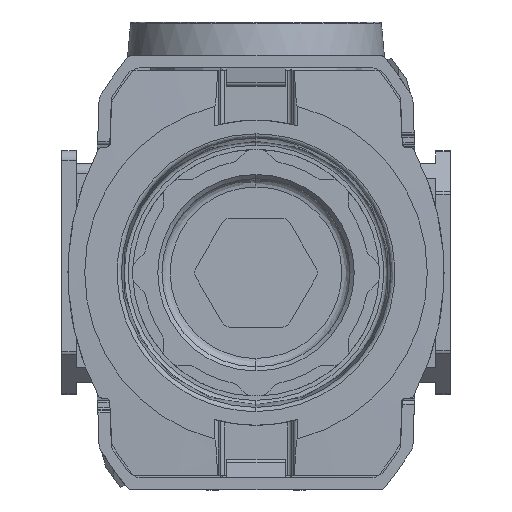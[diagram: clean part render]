
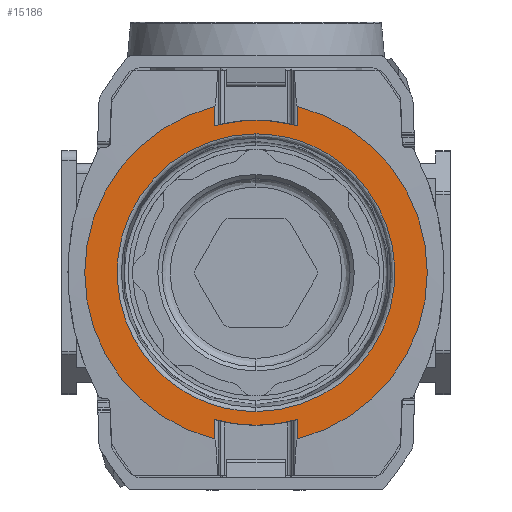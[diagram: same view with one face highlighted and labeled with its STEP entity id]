
A CAD part, front view. The second image highlights one B-rep face of the part: STEP entity #15186.
In plain terms, the highlighted planar face has unit normal (0, -1, 0).
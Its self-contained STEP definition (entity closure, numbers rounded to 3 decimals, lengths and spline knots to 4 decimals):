
#143 = EDGE_CURVE ( 'NONE', #67898, #50315, #53388, .T. ) ;
#511 = DIRECTION ( 'NONE',  ( 0., 1., 0. ) ) ;
#1345 = CARTESIAN_POINT ( 'NONE',  ( 0.1952, 0., 0.5709 ) ) ;
#2372 = CARTESIAN_POINT ( 'NONE',  ( 0., 0., -0.6541 ) ) ;
#3802 = AXIS2_PLACEMENT_3D ( 'NONE', #48133, #35845, #53425 ) ;
#4660 = VERTEX_POINT ( 'NONE', #26050 ) ;
#4815 = CARTESIAN_POINT ( 'NONE',  ( 0.1952, 0., -0.6915 ) ) ;
#4966 = EDGE_CURVE ( 'NONE', #4660, #11825, #22926, .T. ) ;
#5092 = CARTESIAN_POINT ( 'NONE',  ( 0., 0., 0. ) ) ;
#5809 = VERTEX_POINT ( 'NONE', #26153 ) ;
#7405 = DIRECTION ( 'NONE',  ( 0., 0., 1. ) ) ;
#8113 = DIRECTION ( 'NONE',  ( 0., 1., 0. ) ) ;
#8281 = CARTESIAN_POINT ( 'NONE',  ( -0.7182, 0., 0.5709 ) ) ;
#8545 = CIRCLE ( 'NONE', #20971, 0.7185 ) ;
#9742 = ORIENTED_EDGE ( 'NONE', *, *, #143, .F. ) ;
#10381 = DIRECTION ( 'NONE',  ( 0., 0., 1. ) ) ;
#10617 = CARTESIAN_POINT ( 'NONE',  ( 0., 0., -0.6541 ) ) ;
#10939 = CARTESIAN_POINT ( 'NONE',  ( 0., 0., 0.7185 ) ) ;
#11572 = DIRECTION ( 'NONE',  ( 0., 0., 1. ) ) ;
#11825 = VERTEX_POINT ( 'NONE', #68301 ) ;
#12311 = LINE ( 'NONE', #1345, #63801 ) ;
#14938 = AXIS2_PLACEMENT_3D ( 'NONE', #8281, #52024, #62303 ) ;
#15186 = ADVANCED_FACE ( 'NONE', ( #24880, #41790 ), #56656, .F. ) ;
#15648 = CARTESIAN_POINT ( 'NONE',  ( 0., 0., -0.6541 ) ) ;
#16336 = CARTESIAN_POINT ( 'NONE',  ( -1.3083, 0., -0.6541 ) ) ;
#17635 = VECTOR ( 'NONE', #11572, 39.3701 ) ;
#18490 = EDGE_CURVE ( 'NONE', #43231, #56982, #46571, .T. ) ;
#19888 = VERTEX_POINT ( 'NONE', #56491 ) ;
#19960 = DIRECTION ( 'NONE',  ( 0., 1., 0. ) ) ;
#20950 = CARTESIAN_POINT ( 'NONE',  ( -1.3083, 0., 0.6541 ) ) ;
#20971 = AXIS2_PLACEMENT_3D ( 'NONE', #26882, #47360, #63958 ) ;
#21391 = DIRECTION ( 'NONE',  ( -1., 0., 0. ) ) ;
#21644 = CARTESIAN_POINT ( 'NONE',  ( 0., 0., 0.6541 ) ) ;
#21676 = AXIS2_PLACEMENT_3D ( 'NONE', #68305, #19960, #10381 ) ;
#22061 = EDGE_CURVE ( 'NONE', #19888, #64874, #12311, .T. ) ;
#22365 = VECTOR ( 'NONE', #50428, 39.3701 ) ;
#22926 = LINE ( 'NONE', #28899, #22365 ) ;
#23094 = ORIENTED_EDGE ( 'NONE', *, *, #18490, .F. ) ;
#23674 = VECTOR ( 'NONE', #39283, 39.3701 ) ;
#23796 = EDGE_CURVE ( 'NONE', #64874, #5809, #57260, .T. ) ;
#24880 = FACE_BOUND ( 'NONE', #48296, .T. ) ;
#26050 = CARTESIAN_POINT ( 'NONE',  ( -0.1952, 0., 0.7831 ) ) ;
#26153 = CARTESIAN_POINT ( 'NONE',  ( 0.1952, 0., -0.7831 ) ) ;
#26524 = CARTESIAN_POINT ( 'NONE',  ( 1.3083, 0., 0.6541 ) ) ;
#26593 = AXIS2_PLACEMENT_3D ( 'NONE', #56129, #8113, #7405 ) ;
#26882 = CARTESIAN_POINT ( 'NONE',  ( 0., 0., 0. ) ) ;
#28515 = CARTESIAN_POINT ( 'NONE',  ( 1.3083, 0., -0.6541 ) ) ;
#28899 = CARTESIAN_POINT ( 'NONE',  ( -0.1952, 0., 0.5709 ) ) ;
#31187 = ORIENTED_EDGE ( 'NONE', *, *, #41846, .F. ) ;
#31306 = AXIS2_PLACEMENT_3D ( 'NONE', #5092, #511, #21391 ) ;
#33994 = LINE ( 'NONE', #54822, #23674 ) ;
#35069 = EDGE_LOOP ( 'NONE', ( #69651, #54371, #56754, #40000, #37675, #43556, #48890, #9742, #31187 ) ) ;
#35845 = DIRECTION ( 'NONE',  ( 0., 1., 0. ) ) ;
#36547 = CARTESIAN_POINT ( 'NONE',  ( 0.1952, 0., 0.7831 ) ) ;
#37456 = CARTESIAN_POINT ( 'NONE',  ( 0., 0., 0.6541 ) ) ;
#37675 = ORIENTED_EDGE ( 'NONE', *, *, #4966, .F. ) ;
#39283 = DIRECTION ( 'NONE',  ( 0., 0., -1. ) ) ;
#40000 = ORIENTED_EDGE ( 'NONE', *, *, #42434, .F. ) ;
#41790 = FACE_OUTER_BOUND ( 'NONE', #35069, .T. ) ;
#41846 = EDGE_CURVE ( 'NONE', #5809, #67898, #43002, .T. ) ;
#42434 = EDGE_CURVE ( 'NONE', #11825, #61870, #8545, .T. ) ;
#42807 = EDGE_CURVE ( 'NONE', #43861, #4660, #53634, .T. ) ;
#43002 = LINE ( 'NONE', #54285, #17635 ) ;
#43231 = VERTEX_POINT ( 'NONE', #2372 ) ;
#43556 = ORIENTED_EDGE ( 'NONE', *, *, #42807, .F. ) ;
#43861 = VERTEX_POINT ( 'NONE', #53788 ) ;
#44433 = DIRECTION ( 'NONE',  ( 0., 0., 1. ) ) ;
#46571 =( BOUNDED_CURVE ( )  B_SPLINE_CURVE ( 3, ( #10617, #28515, #26524, #37456 ),
 .UNSPECIFIED., .F., .F. ) 
 B_SPLINE_CURVE_WITH_KNOTS ( ( 4, 4 ),
 ( 0., 0.5 ),
 .UNSPECIFIED. ) 
 CURVE ( )  GEOMETRIC_REPRESENTATION_ITEM ( )  RATIONAL_B_SPLINE_CURVE ( ( 1., 0.333, 0.333, 1. ) ) 
 REPRESENTATION_ITEM ( '' )  );
#46627 = EDGE_CURVE ( 'NONE', #56982, #43231, #60060, .T. ) ;
#47360 = DIRECTION ( 'NONE',  ( 0., 1., 0. ) ) ;
#47825 = EDGE_CURVE ( 'NONE', #50315, #43861, #33994, .T. ) ;
#48133 = CARTESIAN_POINT ( 'NONE',  ( 0., 0., 0. ) ) ;
#48296 = EDGE_LOOP ( 'NONE', ( #23094, #54369 ) ) ;
#48890 = ORIENTED_EDGE ( 'NONE', *, *, #47825, .F. ) ;
#50315 = VERTEX_POINT ( 'NONE', #51725 ) ;
#50428 = DIRECTION ( 'NONE',  ( 0., 0., -1. ) ) ;
#51725 = CARTESIAN_POINT ( 'NONE',  ( -0.1952, 0., -0.6915 ) ) ;
#52024 = DIRECTION ( 'NONE',  ( 0., 1., 0. ) ) ;
#53388 = CIRCLE ( 'NONE', #3802, 0.7185 ) ;
#53425 = DIRECTION ( 'NONE',  ( 0., 0., 1. ) ) ;
#53634 = CIRCLE ( 'NONE', #26593, 0.8071 ) ;
#53788 = CARTESIAN_POINT ( 'NONE',  ( -0.1952, 0., -0.7831 ) ) ;
#54285 = CARTESIAN_POINT ( 'NONE',  ( 0.1952, 0., 0.5709 ) ) ;
#54369 = ORIENTED_EDGE ( 'NONE', *, *, #46627, .F. ) ;
#54371 = ORIENTED_EDGE ( 'NONE', *, *, #22061, .F. ) ;
#54822 = CARTESIAN_POINT ( 'NONE',  ( -0.1952, 0., 0.5709 ) ) ;
#56129 = CARTESIAN_POINT ( 'NONE',  ( 0., 0., 0. ) ) ;
#56491 = CARTESIAN_POINT ( 'NONE',  ( 0.1952, 0., 0.6915 ) ) ;
#56656 = PLANE ( 'NONE',  #14938 ) ;
#56754 = ORIENTED_EDGE ( 'NONE', *, *, #58700, .F. ) ;
#56982 = VERTEX_POINT ( 'NONE', #69215 ) ;
#57260 = CIRCLE ( 'NONE', #31306, 0.8071 ) ;
#58700 = EDGE_CURVE ( 'NONE', #61870, #19888, #61112, .T. ) ;
#60060 =( BOUNDED_CURVE ( )  B_SPLINE_CURVE ( 3, ( #21644, #20950, #16336, #15648 ),
 .UNSPECIFIED., .F., .T. ) 
 B_SPLINE_CURVE_WITH_KNOTS ( ( 4, 4 ),
 ( 0.5, 1. ),
 .UNSPECIFIED. ) 
 CURVE ( )  GEOMETRIC_REPRESENTATION_ITEM ( )  RATIONAL_B_SPLINE_CURVE ( ( 1., 0.333, 0.333, 1. ) ) 
 REPRESENTATION_ITEM ( '' )  );
#61112 = CIRCLE ( 'NONE', #21676, 0.7185 ) ;
#61870 = VERTEX_POINT ( 'NONE', #10939 ) ;
#62303 = DIRECTION ( 'NONE',  ( 0., 0., 1. ) ) ;
#63801 = VECTOR ( 'NONE', #44433, 39.3701 ) ;
#63958 = DIRECTION ( 'NONE',  ( 0., 0., 1. ) ) ;
#64874 = VERTEX_POINT ( 'NONE', #36547 ) ;
#67898 = VERTEX_POINT ( 'NONE', #4815 ) ;
#68301 = CARTESIAN_POINT ( 'NONE',  ( -0.1952, 0., 0.6915 ) ) ;
#68305 = CARTESIAN_POINT ( 'NONE',  ( 0., 0., 0. ) ) ;
#69215 = CARTESIAN_POINT ( 'NONE',  ( 0., 0., 0.6541 ) ) ;
#69651 = ORIENTED_EDGE ( 'NONE', *, *, #23796, .F. ) ;
